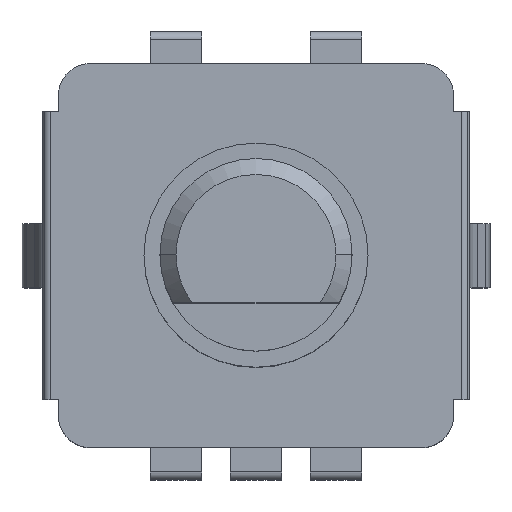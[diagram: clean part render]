
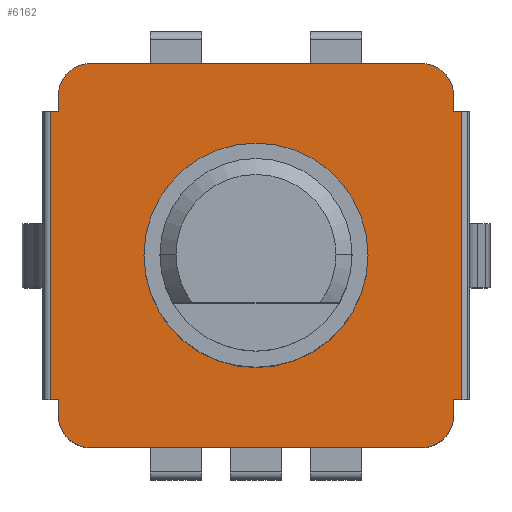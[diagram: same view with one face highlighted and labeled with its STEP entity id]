
A CAD part, top view. The second image highlights one B-rep face of the part: STEP entity #6162.
In plain terms, the highlighted planar face has unit normal (0, 0, 1).
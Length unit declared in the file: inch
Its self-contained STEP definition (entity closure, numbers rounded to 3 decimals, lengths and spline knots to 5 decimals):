
#19 = DIRECTION ( 'NONE',  ( 0., 0., -1. ) ) ;
#76 = LINE ( 'NONE', #2428, #283 ) ;
#125 = EDGE_CURVE ( 'NONE', #3090, #6243, #815, .T. ) ;
#132 = ORIENTED_EDGE ( 'NONE', *, *, #2997, .F. ) ;
#166 = ORIENTED_EDGE ( 'NONE', *, *, #2122, .F. ) ;
#196 = LINE ( 'NONE', #6561, #2265 ) ;
#243 = DIRECTION ( 'NONE',  ( 1., 0., 0. ) ) ;
#283 = VECTOR ( 'NONE', #5993, 39.37008 ) ;
#340 = VERTEX_POINT ( 'NONE', #5909 ) ;
#372 = ORIENTED_EDGE ( 'NONE', *, *, #5677, .F. ) ;
#374 = VERTEX_POINT ( 'NONE', #3040 ) ;
#462 = CARTESIAN_POINT ( 'NONE',  ( 0.24311, -0.19685, 0.01969 ) ) ;
#506 = CARTESIAN_POINT ( 'NONE',  ( -0.20374, -0.23622, 0.01969 ) ) ;
#508 = DIRECTION ( 'NONE',  ( -1., 0., 0. ) ) ;
#591 = CARTESIAN_POINT ( 'NONE',  ( -0.24311, 0.17717, 0.01969 ) ) ;
#595 = VECTOR ( 'NONE', #2305, 39.37008 ) ;
#626 = CARTESIAN_POINT ( 'NONE',  ( 0.24311, 0.19685, 0.01969 ) ) ;
#643 = AXIS2_PLACEMENT_3D ( 'NONE', #2414, #671, #2996 ) ;
#671 = DIRECTION ( 'NONE',  ( 0., 0., -1. ) ) ;
#721 = LINE ( 'NONE', #2468, #3566 ) ;
#815 = LINE ( 'NONE', #5623, #4082 ) ;
#858 = EDGE_CURVE ( 'NONE', #992, #1662, #5462, .T. ) ;
#970 = CARTESIAN_POINT ( 'NONE',  ( -0.25295, -0.17717, 0.01969 ) ) ;
#975 = CARTESIAN_POINT ( 'NONE',  ( -0.24311, -0.17717, 0.01969 ) ) ;
#992 = VERTEX_POINT ( 'NONE', #4058 ) ;
#1212 = LINE ( 'NONE', #4767, #7439 ) ;
#1361 = ORIENTED_EDGE ( 'NONE', *, *, #4935, .F. ) ;
#1422 = DIRECTION ( 'NONE',  ( 0., 1., 0. ) ) ;
#1470 = VERTEX_POINT ( 'NONE', #4285 ) ;
#1483 = DIRECTION ( 'NONE',  ( -1., 0., 0. ) ) ;
#1489 = CARTESIAN_POINT ( 'NONE',  ( 0.20374, 0.23622, 0.01969 ) ) ;
#1537 = VERTEX_POINT ( 'NONE', #975 ) ;
#1622 = VECTOR ( 'NONE', #4896, 39.37008 ) ;
#1662 = VERTEX_POINT ( 'NONE', #6951 ) ;
#1736 = LINE ( 'NONE', #3471, #595 ) ;
#1957 = CARTESIAN_POINT ( 'NONE',  ( 0.25295, 0., 0.01969 ) ) ;
#2008 = ORIENTED_EDGE ( 'NONE', *, *, #125, .F. ) ;
#2025 = EDGE_CURVE ( 'NONE', #2450, #992, #3034, .T. ) ;
#2112 = CIRCLE ( 'NONE', #6200, 0.03937 ) ;
#2122 = EDGE_CURVE ( 'NONE', #6243, #2450, #3737, .T. ) ;
#2265 = VECTOR ( 'NONE', #2397, 39.37008 ) ;
#2305 = DIRECTION ( 'NONE',  ( 0., -1., 0. ) ) ;
#2350 = VERTEX_POINT ( 'NONE', #462 ) ;
#2397 = DIRECTION ( 'NONE',  ( 0., -1., 0. ) ) ;
#2414 = CARTESIAN_POINT ( 'NONE',  ( 0.20374, 0.19685, 0.01969 ) ) ;
#2428 = CARTESIAN_POINT ( 'NONE',  ( -0.24311, -0.19685, 0.01969 ) ) ;
#2450 = VERTEX_POINT ( 'NONE', #7062 ) ;
#2468 = CARTESIAN_POINT ( 'NONE',  ( 0.20374, -0.23622, 0.01969 ) ) ;
#2521 = CARTESIAN_POINT ( 'NONE',  ( 0.24311, 0.17717, 0.01969 ) ) ;
#2612 = LINE ( 'NONE', #6147, #4183 ) ;
#2689 = CARTESIAN_POINT ( 'NONE',  ( 0.24311, -0.17717, 0.01969 ) ) ;
#2838 = EDGE_CURVE ( 'NONE', #1662, #3050, #1736, .T. ) ;
#2894 = CARTESIAN_POINT ( 'NONE',  ( -0.25295, 0.17717, 0.01969 ) ) ;
#2958 = DIRECTION ( 'NONE',  ( 0., 1., 0. ) ) ;
#2996 = DIRECTION ( 'NONE',  ( 1., 0., 0. ) ) ;
#2997 = EDGE_CURVE ( 'NONE', #7532, #3645, #721, .T. ) ;
#3034 = LINE ( 'NONE', #626, #4241 ) ;
#3037 = CARTESIAN_POINT ( 'NONE',  ( -0.20374, -0.19685, 0.01969 ) ) ;
#3040 = CARTESIAN_POINT ( 'NONE',  ( -0.24311, -0.19685, 0.01969 ) ) ;
#3050 = VERTEX_POINT ( 'NONE', #5597 ) ;
#3085 = DIRECTION ( 'NONE',  ( -1., 0., 0. ) ) ;
#3090 = VERTEX_POINT ( 'NONE', #6223 ) ;
#3123 = EDGE_CURVE ( 'NONE', #4207, #7130, #2612, .T. ) ;
#3152 = VERTEX_POINT ( 'NONE', #2689 ) ;
#3251 = VECTOR ( 'NONE', #4884, 39.37008 ) ;
#3357 = EDGE_CURVE ( 'NONE', #3645, #374, #4050, .T. ) ;
#3471 = CARTESIAN_POINT ( 'NONE',  ( 0.25295, 0.17717, 0.01969 ) ) ;
#3500 = EDGE_LOOP ( 'NONE', ( #6555, #5333, #4375, #166, #2008, #4956, #5095, #4221, #5179, #372, #6558, #7327, #132, #6477, #1361, #4710 ) ) ;
#3533 = LINE ( 'NONE', #591, #7333 ) ;
#3550 = EDGE_CURVE ( 'NONE', #3050, #3152, #7342, .T. ) ;
#3566 = VECTOR ( 'NONE', #3085, 39.37008 ) ;
#3645 = VERTEX_POINT ( 'NONE', #506 ) ;
#3737 = CIRCLE ( 'NONE', #643, 0.03937 ) ;
#3936 = EDGE_CURVE ( 'NONE', #1470, #3090, #4528, .T. ) ;
#4050 = CIRCLE ( 'NONE', #4418, 0.03937 ) ;
#4058 = CARTESIAN_POINT ( 'NONE',  ( 0.24311, 0.17717, 0.01969 ) ) ;
#4082 = VECTOR ( 'NONE', #243, 39.37008 ) ;
#4183 = VECTOR ( 'NONE', #1422, 39.37008 ) ;
#4207 = VERTEX_POINT ( 'NONE', #970 ) ;
#4221 = ORIENTED_EDGE ( 'NONE', *, *, #5883, .F. ) ;
#4241 = VECTOR ( 'NONE', #5281, 39.37008 ) ;
#4285 = CARTESIAN_POINT ( 'NONE',  ( -0.24311, 0.19685, 0.01969 ) ) ;
#4375 = ORIENTED_EDGE ( 'NONE', *, *, #2025, .F. ) ;
#4418 = AXIS2_PLACEMENT_3D ( 'NONE', #3037, #6623, #5396 ) ;
#4424 = CARTESIAN_POINT ( 'NONE',  ( 0.20374, -0.19685, 0.01969 ) ) ;
#4528 = CIRCLE ( 'NONE', #5033, 0.03937 ) ;
#4572 = CARTESIAN_POINT ( 'NONE',  ( 0.20374, -0.23622, 0.01969 ) ) ;
#4615 = DIRECTION ( 'NONE',  ( 0., 1., 0. ) ) ;
#4710 = ORIENTED_EDGE ( 'NONE', *, *, #3550, .F. ) ;
#4767 = CARTESIAN_POINT ( 'NONE',  ( -0.24311, -0.17717, 0.01969 ) ) ;
#4884 = DIRECTION ( 'NONE',  ( 1., 0., 0. ) ) ;
#4896 = DIRECTION ( 'NONE',  ( 1., 0., 0. ) ) ;
#4935 = EDGE_CURVE ( 'NONE', #3152, #2350, #196, .T. ) ;
#4956 = ORIENTED_EDGE ( 'NONE', *, *, #3936, .F. ) ;
#4964 = DIRECTION ( 'NONE',  ( 0., 0., -1. ) ) ;
#5033 = AXIS2_PLACEMENT_3D ( 'NONE', #6458, #19, #4615 ) ;
#5095 = ORIENTED_EDGE ( 'NONE', *, *, #6511, .F. ) ;
#5179 = ORIENTED_EDGE ( 'NONE', *, *, #3123, .F. ) ;
#5281 = DIRECTION ( 'NONE',  ( 0., -1., 0. ) ) ;
#5333 = ORIENTED_EDGE ( 'NONE', *, *, #858, .F. ) ;
#5396 = DIRECTION ( 'NONE',  ( -1., 0., 0. ) ) ;
#5462 = LINE ( 'NONE', #2521, #3251 ) ;
#5595 = DIRECTION ( 'NONE',  ( 1., 0., 0. ) ) ;
#5597 = CARTESIAN_POINT ( 'NONE',  ( 0.25295, -0.17717, 0.01969 ) ) ;
#5623 = CARTESIAN_POINT ( 'NONE',  ( -0.20374, 0.23622, 0.01969 ) ) ;
#5634 = FACE_OUTER_BOUND ( 'NONE', #3500, .T. ) ;
#5677 = EDGE_CURVE ( 'NONE', #1537, #4207, #1212, .T. ) ;
#5823 = EDGE_CURVE ( 'NONE', #2350, #7532, #2112, .T. ) ;
#5883 = EDGE_CURVE ( 'NONE', #7130, #340, #6697, .T. ) ;
#5909 = CARTESIAN_POINT ( 'NONE',  ( -0.24311, 0.17717, 0.01969 ) ) ;
#5993 = DIRECTION ( 'NONE',  ( 0., 1., 0. ) ) ;
#6025 = VECTOR ( 'NONE', #1483, 39.37008 ) ;
#6068 = DIRECTION ( 'NONE',  ( 0., 0., 1. ) ) ;
#6100 = CARTESIAN_POINT ( 'NONE',  ( -0.25295, 0.17717, 0.01969 ) ) ;
#6147 = CARTESIAN_POINT ( 'NONE',  ( -0.25295, -0.17717, 0.01969 ) ) ;
#6162 = ADVANCED_FACE ( 'NONE', ( #5634 ), #7354, .T. ) ;
#6176 = DIRECTION ( 'NONE',  ( 0., -1., 0. ) ) ;
#6200 = AXIS2_PLACEMENT_3D ( 'NONE', #4424, #4964, #6176 ) ;
#6223 = CARTESIAN_POINT ( 'NONE',  ( -0.20374, 0.23622, 0.01969 ) ) ;
#6243 = VERTEX_POINT ( 'NONE', #1489 ) ;
#6458 = CARTESIAN_POINT ( 'NONE',  ( -0.20374, 0.19685, 0.01969 ) ) ;
#6477 = ORIENTED_EDGE ( 'NONE', *, *, #5823, .F. ) ;
#6511 = EDGE_CURVE ( 'NONE', #340, #1470, #3533, .T. ) ;
#6555 = ORIENTED_EDGE ( 'NONE', *, *, #2838, .F. ) ;
#6558 = ORIENTED_EDGE ( 'NONE', *, *, #7312, .F. ) ;
#6561 = CARTESIAN_POINT ( 'NONE',  ( 0.24311, -0.17717, 0.01969 ) ) ;
#6623 = DIRECTION ( 'NONE',  ( 0., 0., -1. ) ) ;
#6696 = CARTESIAN_POINT ( 'NONE',  ( 0.25295, -0.17717, 0.01969 ) ) ;
#6697 = LINE ( 'NONE', #6100, #1622 ) ;
#6951 = CARTESIAN_POINT ( 'NONE',  ( 0.25295, 0.17717, 0.01969 ) ) ;
#7062 = CARTESIAN_POINT ( 'NONE',  ( 0.24311, 0.19685, 0.01969 ) ) ;
#7130 = VERTEX_POINT ( 'NONE', #2894 ) ;
#7312 = EDGE_CURVE ( 'NONE', #374, #1537, #76, .T. ) ;
#7327 = ORIENTED_EDGE ( 'NONE', *, *, #3357, .F. ) ;
#7329 = AXIS2_PLACEMENT_3D ( 'NONE', #1957, #6068, #5595 ) ;
#7333 = VECTOR ( 'NONE', #2958, 39.37008 ) ;
#7342 = LINE ( 'NONE', #6696, #6025 ) ;
#7354 = PLANE ( 'NONE',  #7329 ) ;
#7439 = VECTOR ( 'NONE', #508, 39.37008 ) ;
#7532 = VERTEX_POINT ( 'NONE', #4572 ) ;
